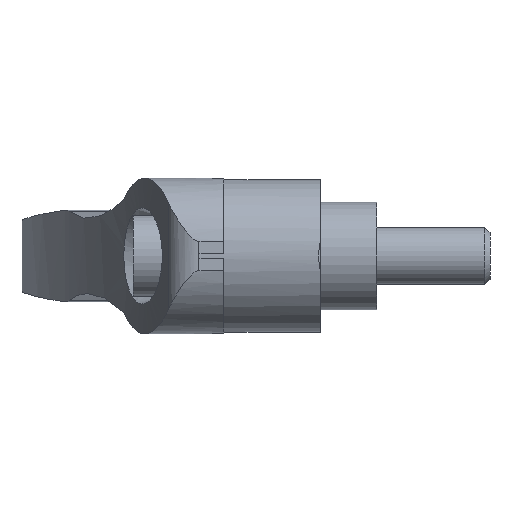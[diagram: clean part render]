
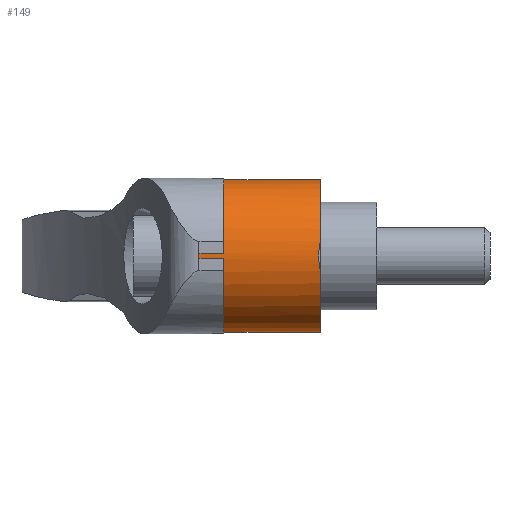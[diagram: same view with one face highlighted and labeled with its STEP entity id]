
A CAD part, left-side view. The second image highlights one B-rep face of the part: STEP entity #149.
In plain terms, the highlighted cylindrical face has radius 13.5 mm (diameter 27 mm), a full revolution.
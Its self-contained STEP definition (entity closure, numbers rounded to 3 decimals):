
#149 = ADVANCED_FACE( '', ( #325, #326 ), #327, .T. );
#325 = FACE_OUTER_BOUND( '', #525, .T. );
#326 = FACE_OUTER_BOUND( '', #526, .T. );
#327 = CYLINDRICAL_SURFACE( '', #527, 13.5 );
#525 = EDGE_LOOP( '', ( #911, #912, #913, #914, #915, #916, #917, #918, #919 ) );
#526 = EDGE_LOOP( '', ( #920, #921 ) );
#527 = AXIS2_PLACEMENT_3D( '', #922, #923, #924 );
#911 = ORIENTED_EDGE( '', *, *, #1276, .T. );
#912 = ORIENTED_EDGE( '', *, *, #1277, .T. );
#913 = ORIENTED_EDGE( '', *, *, #1212, .F. );
#914 = ORIENTED_EDGE( '', *, *, #1278, .T. );
#915 = ORIENTED_EDGE( '', *, *, #1279, .T. );
#916 = ORIENTED_EDGE( '', *, *, #1230, .T. );
#917 = ORIENTED_EDGE( '', *, *, #1271, .T. );
#918 = ORIENTED_EDGE( '', *, *, #1280, .T. );
#919 = ORIENTED_EDGE( '', *, *, #1210, .F. );
#920 = ORIENTED_EDGE( '', *, *, #1273, .T. );
#921 = ORIENTED_EDGE( '', *, *, #1281, .T. );
#922 = CARTESIAN_POINT( '', ( -0.01, 31.5, 0. ) );
#923 = DIRECTION( '', ( 0., -1., 0. ) );
#924 = DIRECTION( '', ( -1., 0., 0. ) );
#1210 = EDGE_CURVE( '', #1468, #1469, #1470, .T. );
#1212 = EDGE_CURVE( '', #1471, #1473, #1474, .T. );
#1230 = EDGE_CURVE( '', #1487, #1500, #1502, .F. );
#1271 = EDGE_CURVE( '', #1500, #1554, #1556, .T. );
#1273 = EDGE_CURVE( '', #1558, #1559, #1560, .T. );
#1276 = EDGE_CURVE( '', #1468, #1563, #1564, .T. );
#1277 = EDGE_CURVE( '', #1563, #1473, #1565, .F. );
#1278 = EDGE_CURVE( '', #1471, #1566, #1567, .T. );
#1279 = EDGE_CURVE( '', #1566, #1487, #1568, .F. );
#1280 = EDGE_CURVE( '', #1554, #1469, #1569, .T. );
#1281 = EDGE_CURVE( '', #1559, #1558, #1570, .T. );
#1468 = VERTEX_POINT( '', #2063 );
#1469 = VERTEX_POINT( '', #2064 );
#1470 = CIRCLE( '', #2065, 13.5 );
#1471 = VERTEX_POINT( '', #2066 );
#1473 = VERTEX_POINT( '', #2069 );
#1474 = CIRCLE( '', #2070, 13.5 );
#1487 = VERTEX_POINT( '', #2087 );
#1500 = VERTEX_POINT( '', #2102 );
#1502 = CIRCLE( '', #2105, 13.5 );
#1554 = VERTEX_POINT( '', #2196 );
#1556 = LINE( '', #2199, #2200 );
#1558 = VERTEX_POINT( '', #2202 );
#1559 = VERTEX_POINT( '', #2203 );
#1560 = ELLIPSE( '', #2204, 19.092, 13.5 );
#1563 = VERTEX_POINT( '', #2208 );
#1564 = B_SPLINE_CURVE_WITH_KNOTS( '', 3, ( #2209, #2210, #2211, #2212, #2213, #2214, #2215 ), .UNSPECIFIED., .F., .F., ( 4, 3, 4 ), ( 0., 0., 0. ), .UNSPECIFIED. );
#1565 = B_SPLINE_CURVE_WITH_KNOTS( '', 3, ( #2216, #2217, #2218, #2219, #2220, #2221, #2222 ), .UNSPECIFIED., .F., .F., ( 4, 3, 4 ), ( 0., 0., 0. ), .UNSPECIFIED. );
#1566 = VERTEX_POINT( '', #2223 );
#1567 = B_SPLINE_CURVE_WITH_KNOTS( '', 3, ( #2224, #2225, #2226, #2227 ), .UNSPECIFIED., .F., .F., ( 4, 4 ), ( 0., 0. ), .UNSPECIFIED. );
#1568 = LINE( '', #2228, #2229 );
#1569 = B_SPLINE_CURVE_WITH_KNOTS( '', 3, ( #2230, #2231, #2232, #2233 ), .UNSPECIFIED., .F., .F., ( 4, 4 ), ( 0., 0. ), .UNSPECIFIED. );
#1570 = CIRCLE( '', #2234, 13.5 );
#2063 = CARTESIAN_POINT( '', ( -13.509, 31.5, 0.131 ) );
#2064 = CARTESIAN_POINT( '', ( -13.499, 31.5, 0.536 ) );
#2065 = AXIS2_PLACEMENT_3D( '', #2421, #2422, #2423 );
#2066 = CARTESIAN_POINT( '', ( -13.499, 31.5, -0.536 ) );
#2069 = CARTESIAN_POINT( '', ( -13.509, 31.5, -0.131 ) );
#2070 = AXIS2_PLACEMENT_3D( '', #2425, #2426, #2427 );
#2087 = CARTESIAN_POINT( '', ( -13.5, 27., -0.52 ) );
#2102 = CARTESIAN_POINT( '', ( -13.5, 27., 0.52 ) );
#2105 = AXIS2_PLACEMENT_3D( '', #2453, #2454, #2455 );
#2196 = CARTESIAN_POINT( '', ( -13.5, 31.414, 0.52 ) );
#2199 = CARTESIAN_POINT( '', ( -13.5, 31.5, 0.52 ) );
#2200 = VECTOR( '', #2507, 1000. );
#2202 = CARTESIAN_POINT( '', ( -13.26, 10., -2.586 ) );
#2203 = CARTESIAN_POINT( '', ( -13.26, 10., 2.586 ) );
#2204 = AXIS2_PLACEMENT_3D( '', #2508, #2509, #2510 );
#2208 = CARTESIAN_POINT( '', ( -13.51, 31.414, 0. ) );
#2209 = CARTESIAN_POINT( '', ( -13.509, 31.5, 0.131 ) );
#2210 = CARTESIAN_POINT( '', ( -13.51, 31.475, 0.094 ) );
#2211 = CARTESIAN_POINT( '', ( -13.51, 31.451, 0.057 ) );
#2212 = CARTESIAN_POINT( '', ( -13.51, 31.426, 0.019 ) );
#2213 = CARTESIAN_POINT( '', ( -13.51, 31.422, 0.013 ) );
#2214 = CARTESIAN_POINT( '', ( -13.51, 31.418, 0.006 ) );
#2215 = CARTESIAN_POINT( '', ( -13.51, 31.414, 0. ) );
#2216 = CARTESIAN_POINT( '', ( -13.509, 31.5, -0.131 ) );
#2217 = CARTESIAN_POINT( '', ( -13.51, 31.475, -0.094 ) );
#2218 = CARTESIAN_POINT( '', ( -13.51, 31.451, -0.057 ) );
#2219 = CARTESIAN_POINT( '', ( -13.51, 31.426, -0.019 ) );
#2220 = CARTESIAN_POINT( '', ( -13.51, 31.422, -0.013 ) );
#2221 = CARTESIAN_POINT( '', ( -13.51, 31.418, -0.006 ) );
#2222 = CARTESIAN_POINT( '', ( -13.51, 31.414, 0. ) );
#2223 = CARTESIAN_POINT( '', ( -13.5, 31.414, -0.52 ) );
#2224 = CARTESIAN_POINT( '', ( -13.499, 31.5, -0.536 ) );
#2225 = CARTESIAN_POINT( '', ( -13.5, 31.472, -0.525 ) );
#2226 = CARTESIAN_POINT( '', ( -13.5, 31.443, -0.52 ) );
#2227 = CARTESIAN_POINT( '', ( -13.5, 31.414, -0.52 ) );
#2228 = CARTESIAN_POINT( '', ( -13.5, 31.5, -0.52 ) );
#2229 = VECTOR( '', #2512, 1000. );
#2230 = CARTESIAN_POINT( '', ( -13.5, 31.414, 0.52 ) );
#2231 = CARTESIAN_POINT( '', ( -13.5, 31.443, 0.52 ) );
#2232 = CARTESIAN_POINT( '', ( -13.5, 31.472, 0.525 ) );
#2233 = CARTESIAN_POINT( '', ( -13.499, 31.5, 0.536 ) );
#2234 = AXIS2_PLACEMENT_3D( '', #2513, #2514, #2515 );
#2421 = CARTESIAN_POINT( '', ( -0.01, 31.5, 0. ) );
#2422 = DIRECTION( '', ( 0., 1., 0. ) );
#2423 = DIRECTION( '', ( -1., 0., 0. ) );
#2425 = CARTESIAN_POINT( '', ( -0.01, 31.5, 0. ) );
#2426 = DIRECTION( '', ( 0., 1., 0. ) );
#2427 = DIRECTION( '', ( -1., 0., 0. ) );
#2453 = CARTESIAN_POINT( '', ( -0.01, 27., 0. ) );
#2454 = DIRECTION( '', ( 0., 1., 0. ) );
#2455 = DIRECTION( '', ( 0., 0., 1. ) );
#2507 = DIRECTION( '', ( 0., 1., 0. ) );
#2508 = CARTESIAN_POINT( '', ( -0.01, -3.25, 0. ) );
#2509 = DIRECTION( '', ( 0.707, 0.707, 0. ) );
#2510 = DIRECTION( '', ( -0.707, 0.707, 0. ) );
#2512 = DIRECTION( '', ( 0., 1., 0. ) );
#2513 = CARTESIAN_POINT( '', ( -0.01, 10., 0. ) );
#2514 = DIRECTION( '', ( 0., 1., 0. ) );
#2515 = DIRECTION( '', ( -1., 0., 0. ) );
